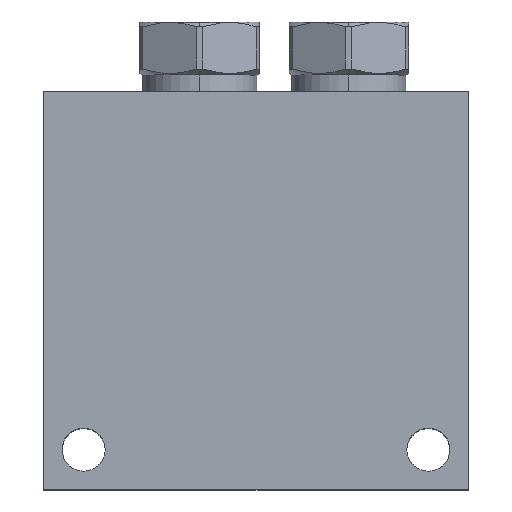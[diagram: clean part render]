
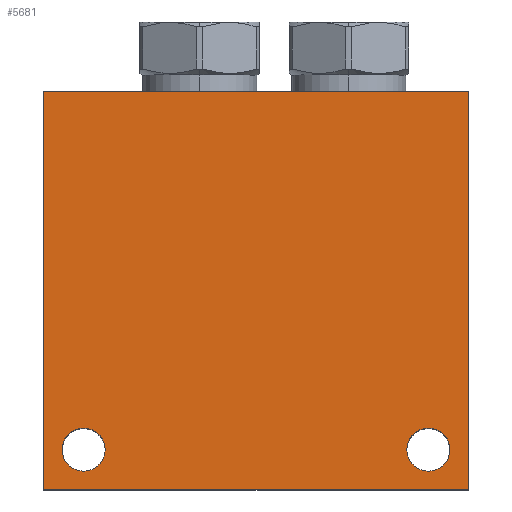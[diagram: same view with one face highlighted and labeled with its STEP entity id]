
A CAD part, top view. The second image highlights one B-rep face of the part: STEP entity #5681.
In plain terms, the highlighted planar face has unit normal (0, 0, 1).
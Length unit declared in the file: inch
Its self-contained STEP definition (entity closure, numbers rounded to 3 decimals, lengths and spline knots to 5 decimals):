
#183=DIRECTION('',(0.,-1.,0.));
#184=VECTOR('',#183,3.75);
#185=CARTESIAN_POINT('',(0.,0.,3.));
#186=LINE('',#185,#184);
#187=DIRECTION('',(-1.,0.,0.));
#188=VECTOR('',#187,4.);
#189=CARTESIAN_POINT('',(4.,0.,3.));
#190=LINE('',#189,#188);
#191=DIRECTION('',(0.,1.,0.));
#192=VECTOR('',#191,3.75);
#193=CARTESIAN_POINT('',(4.,-3.75,3.));
#194=LINE('',#193,#192);
#195=DIRECTION('',(1.,0.,0.));
#196=VECTOR('',#195,4.);
#197=CARTESIAN_POINT('',(0.,-3.75,3.));
#198=LINE('',#197,#196);
#199=CARTESIAN_POINT('',(0.375,-3.375,3.));
#200=DIRECTION('',(0.,0.,-1.));
#201=DIRECTION('',(-1.,0.,0.));
#202=AXIS2_PLACEMENT_3D('',#199,#200,#201);
#204=CARTESIAN_POINT('',(0.375,-3.375,3.));
#205=DIRECTION('',(0.,0.,-1.));
#206=DIRECTION('',(1.,0.,0.));
#207=AXIS2_PLACEMENT_3D('',#204,#205,#206);
#209=CARTESIAN_POINT('',(3.625,-3.375,3.));
#210=DIRECTION('',(0.,0.,-1.));
#211=DIRECTION('',(-1.,0.,0.));
#212=AXIS2_PLACEMENT_3D('',#209,#210,#211);
#214=CARTESIAN_POINT('',(3.625,-3.375,3.));
#215=DIRECTION('',(0.,0.,-1.));
#216=DIRECTION('',(1.,0.,0.));
#217=AXIS2_PLACEMENT_3D('',#214,#215,#216);
#4850=CARTESIAN_POINT('',(0.,0.,3.));
#4851=CARTESIAN_POINT('',(0.,-3.75,3.));
#4852=VERTEX_POINT('',#4850);
#4853=VERTEX_POINT('',#4851);
#4854=CARTESIAN_POINT('',(4.,-3.75,3.));
#4855=VERTEX_POINT('',#4854);
#4856=CARTESIAN_POINT('',(4.,0.,3.));
#4857=VERTEX_POINT('',#4856);
#4858=CARTESIAN_POINT('',(0.172,-3.375,3.));
#4859=CARTESIAN_POINT('',(0.578,-3.375,3.));
#4860=VERTEX_POINT('',#4858);
#4861=VERTEX_POINT('',#4859);
#4862=CARTESIAN_POINT('',(3.422,-3.375,3.));
#4863=CARTESIAN_POINT('',(3.828,-3.375,3.));
#4864=VERTEX_POINT('',#4862);
#4865=VERTEX_POINT('',#4863);
#5658=CARTESIAN_POINT('',(0.,0.,3.));
#5659=DIRECTION('',(0.,0.,1.));
#5660=DIRECTION('',(1.,0.,0.));
#5661=AXIS2_PLACEMENT_3D('',#5658,#5659,#5660);
#5662=PLANE('',#5661);
#5663=ORIENTED_EDGE('',*,*,#5538,.F.);
#5664=ORIENTED_EDGE('',*,*,#5577,.F.);
#5665=ORIENTED_EDGE('',*,*,#5615,.F.);
#5666=ORIENTED_EDGE('',*,*,#5646,.F.);
#5667=EDGE_LOOP('',(#5663,#5664,#5665,#5666));
#5668=FACE_OUTER_BOUND('',#5667,.F.);
#5670=ORIENTED_EDGE('',*,*,#5669,.F.);
#5672=ORIENTED_EDGE('',*,*,#5671,.F.);
#5673=EDGE_LOOP('',(#5670,#5672));
#5674=FACE_BOUND('',#5673,.F.);
#5676=ORIENTED_EDGE('',*,*,#5675,.F.);
#5678=ORIENTED_EDGE('',*,*,#5677,.F.);
#5679=EDGE_LOOP('',(#5676,#5678));
#5680=FACE_BOUND('',#5679,.F.);
#5681=ADVANCED_FACE('',(#5668,#5674,#5680),#5662,.T.);
#203=CIRCLE('',#202,0.203);
#208=CIRCLE('',#207,0.203);
#213=CIRCLE('',#212,0.203);
#218=CIRCLE('',#217,0.203);
#5538=EDGE_CURVE('',#4852,#4853,#186,.T.);
#5577=EDGE_CURVE('',#4857,#4852,#190,.T.);
#5615=EDGE_CURVE('',#4855,#4857,#194,.T.);
#5646=EDGE_CURVE('',#4853,#4855,#198,.T.);
#5669=EDGE_CURVE('',#4860,#4861,#203,.T.);
#5671=EDGE_CURVE('',#4861,#4860,#208,.T.);
#5675=EDGE_CURVE('',#4864,#4865,#213,.T.);
#5677=EDGE_CURVE('',#4865,#4864,#218,.T.);
